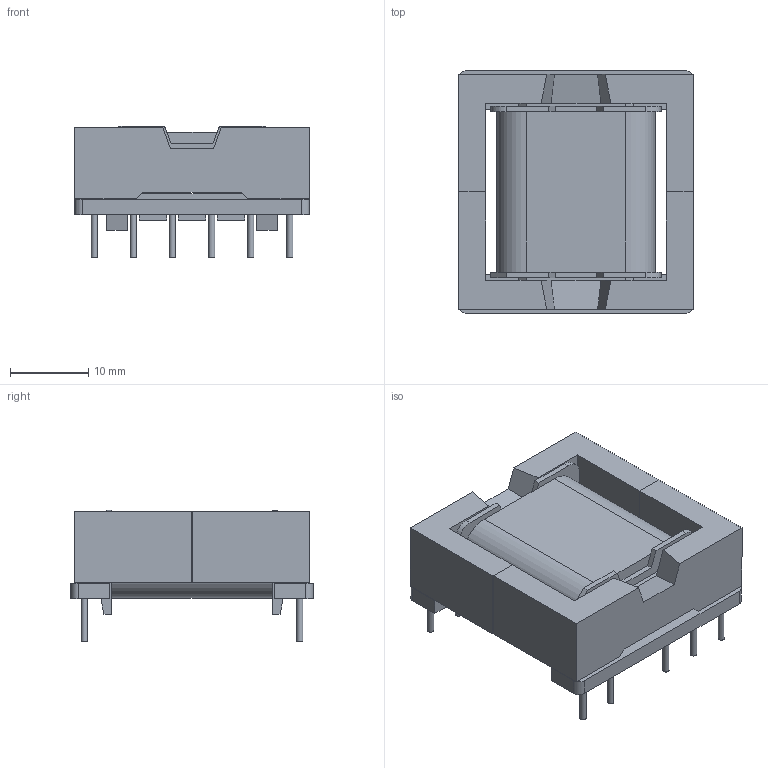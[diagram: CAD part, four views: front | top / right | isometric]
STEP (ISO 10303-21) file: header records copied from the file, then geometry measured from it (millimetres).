
FILE_DESCRIPTION( ( 'Unknown' ), '1' );
FILE_NAME( '760802113.stp', 'Unknown', ( 'Unknown' ), ( 'Unknown' ), 'PSStep 14.0', 'Unknown', ' ' );
FILE_SCHEMA( ( 'AUTOMOTIVE_DESIGN { 1 0 10303 214 1 1 1 1 }' ) );
Length unit declared in the file: millimetre
Products named in the file (3): Assem1; core_EFD30; bobbin_EFD30
Bounding box: 30 x 31 x 16.8 mm (x, y, z)
Volume: 13906.3 mm3; surface area: 12139.5 mm2
Topology: 5 solids, 5 shells, 361 faces, 949 edges, 620 vertices
Faces by surface type: plane 317, cylinder 44
Full cylindrical faces by diameter (mm): 0.8 x22
Entity records: 6303 total; most frequent: CARTESIAN_POINT 864, ORIENTED_EDGE 834, DIRECTION 811, EDGE_CURVE 417, LINE 365, VECTOR 365, VERTEX_POINT 276, AXIS2_PLACEMENT_3D 223
